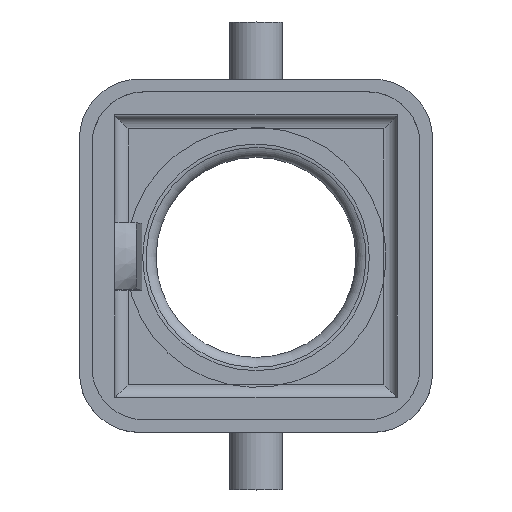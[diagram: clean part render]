
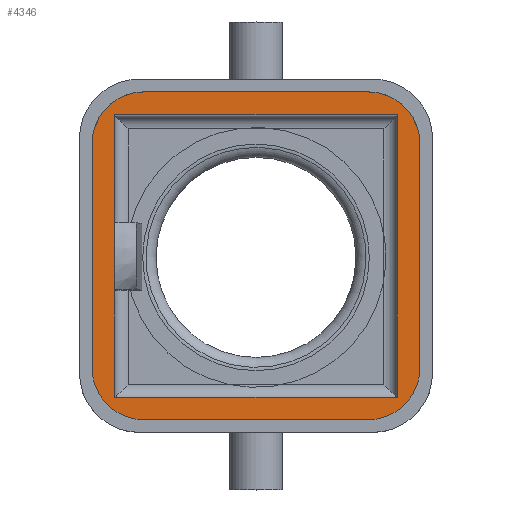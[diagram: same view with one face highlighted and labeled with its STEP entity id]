
A CAD part, top view. The second image highlights one B-rep face of the part: STEP entity #4346.
In plain terms, the highlighted planar face has unit normal (0, 0, 1).
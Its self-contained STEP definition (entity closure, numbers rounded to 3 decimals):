
#3953=CARTESIAN_POINT('',(10.6,10.6,10.6));
#3954=VERTEX_POINT('',#3953);
#3961=CARTESIAN_POINT('',(-10.6,10.6,10.6));
#3962=VERTEX_POINT('',#3961);
#3963=CARTESIAN_POINT('',(10.6,10.6,10.6));
#3964=DIRECTION('',(-1.0,0.0,0.0));
#3965=VECTOR('',#3964,21.2);
#3966=LINE('',#3963,#3965);
#3967=EDGE_CURVE('',#3954,#3962,#3966,.T.);
#4009=CARTESIAN_POINT('',(10.6,-10.6,10.6));
#4010=VERTEX_POINT('',#4009);
#4017=CARTESIAN_POINT('',(10.6,-10.6,10.6));
#4018=DIRECTION('',(0.,1.0,0.));
#4019=VECTOR('',#4018,21.2);
#4020=LINE('',#4017,#4019);
#4021=EDGE_CURVE('',#4010,#3954,#4020,.T.);
#4058=CARTESIAN_POINT('',(-10.6,-10.6,10.6));
#4059=VERTEX_POINT('',#4058);
#4066=CARTESIAN_POINT('',(-10.6,-10.6,10.6));
#4067=DIRECTION('',(1.0,0.0,0.0));
#4068=VECTOR('',#4067,21.2);
#4069=LINE('',#4066,#4068);
#4070=EDGE_CURVE('',#4059,#4010,#4069,.T.);
#4256=CARTESIAN_POINT('',(-10.6,10.6,10.6));
#4257=DIRECTION('',(0.,-1.0,0.));
#4258=VECTOR('',#4257,21.2);
#4259=LINE('',#4256,#4258);
#4260=EDGE_CURVE('',#3962,#4059,#4259,.T.);
#4265=CARTESIAN_POINT('',(-12.915,12.915,10.6));
#4266=DIRECTION('',(0.,0.,-1.0));
#4267=DIRECTION('',(-1.0,0.0,0.0));
#4268=AXIS2_PLACEMENT_3D('',#4265,#4266,#4267);
#4269=PLANE('',#4268);
#4270=CARTESIAN_POINT('',(-12.3,8.4,10.6));
#4271=VERTEX_POINT('',#4270);
#4272=CARTESIAN_POINT('',(-8.4,12.3,10.6));
#4273=VERTEX_POINT('',#4272);
#4274=CARTESIAN_POINT('',(-8.4,8.4,10.6));
#4275=DIRECTION('',(0.0,0.,-1.0));
#4276=DIRECTION('',(-1.0,0.0,0.0));
#4277=AXIS2_PLACEMENT_3D('',#4274,#4275,#4276);
#4278=CIRCLE('',#4277,3.9);
#4279=EDGE_CURVE('',#4271,#4273,#4278,.T.);
#4280=ORIENTED_EDGE('',*,*,#4279,.F.);
#4281=CARTESIAN_POINT('',(-12.3,-8.4,10.6));
#4282=VERTEX_POINT('',#4281);
#4283=CARTESIAN_POINT('',(-12.3,-8.4,10.6));
#4284=DIRECTION('',(0.,1.0,0.));
#4285=VECTOR('',#4284,16.8);
#4286=LINE('',#4283,#4285);
#4287=EDGE_CURVE('',#4282,#4271,#4286,.T.);
#4288=ORIENTED_EDGE('',*,*,#4287,.F.);
#4289=CARTESIAN_POINT('',(-8.4,-12.3,10.6));
#4290=VERTEX_POINT('',#4289);
#4291=CARTESIAN_POINT('',(-8.4,-8.4,10.6));
#4292=DIRECTION('',(0.,0.,-1.0));
#4293=DIRECTION('',(0.,-1.0,0.));
#4294=AXIS2_PLACEMENT_3D('',#4291,#4292,#4293);
#4295=CIRCLE('',#4294,3.9);
#4296=EDGE_CURVE('',#4290,#4282,#4295,.T.);
#4297=ORIENTED_EDGE('',*,*,#4296,.F.);
#4298=CARTESIAN_POINT('',(8.4,-12.3,10.6));
#4299=VERTEX_POINT('',#4298);
#4300=CARTESIAN_POINT('',(8.4,-12.3,10.6));
#4301=DIRECTION('',(-1.0,0.0,0.0));
#4302=VECTOR('',#4301,16.8);
#4303=LINE('',#4300,#4302);
#4304=EDGE_CURVE('',#4299,#4290,#4303,.T.);
#4305=ORIENTED_EDGE('',*,*,#4304,.F.);
#4306=CARTESIAN_POINT('',(12.3,-8.4,10.6));
#4307=VERTEX_POINT('',#4306);
#4308=CARTESIAN_POINT('',(8.4,-8.4,10.6));
#4309=DIRECTION('',(0.0,0.,-1.0));
#4310=DIRECTION('',(1.0,0.0,0.0));
#4311=AXIS2_PLACEMENT_3D('',#4308,#4309,#4310);
#4312=CIRCLE('',#4311,3.9);
#4313=EDGE_CURVE('',#4307,#4299,#4312,.T.);
#4314=ORIENTED_EDGE('',*,*,#4313,.F.);
#4315=CARTESIAN_POINT('',(12.3,8.4,10.6));
#4316=VERTEX_POINT('',#4315);
#4317=CARTESIAN_POINT('',(12.3,8.4,10.6));
#4318=DIRECTION('',(0.,-1.0,0.));
#4319=VECTOR('',#4318,16.8);
#4320=LINE('',#4317,#4319);
#4321=EDGE_CURVE('',#4316,#4307,#4320,.T.);
#4322=ORIENTED_EDGE('',*,*,#4321,.F.);
#4323=CARTESIAN_POINT('',(8.4,12.3,10.6));
#4324=VERTEX_POINT('',#4323);
#4325=CARTESIAN_POINT('',(8.4,8.4,10.6));
#4326=DIRECTION('',(0.,0.,-1.0));
#4327=DIRECTION('',(0.,1.0,0.));
#4328=AXIS2_PLACEMENT_3D('',#4325,#4326,#4327);
#4329=CIRCLE('',#4328,3.9);
#4330=EDGE_CURVE('',#4324,#4316,#4329,.T.);
#4331=ORIENTED_EDGE('',*,*,#4330,.F.);
#4332=CARTESIAN_POINT('',(8.4,12.3,10.6));
#4333=DIRECTION('',(-1.0,0.0,0.0));
#4334=VECTOR('',#4333,16.8);
#4335=LINE('',#4332,#4334);
#4336=EDGE_CURVE('',#4324,#4273,#4335,.T.);
#4337=ORIENTED_EDGE('',*,*,#4336,.T.);
#4338=EDGE_LOOP('',(#4280,#4288,#4297,#4305,#4314,#4322,#4331,#4337));
#4339=FACE_OUTER_BOUND('',#4338,.T.);
#4340=ORIENTED_EDGE('',*,*,#3967,.F.);
#4341=ORIENTED_EDGE('',*,*,#4021,.F.);
#4342=ORIENTED_EDGE('',*,*,#4070,.F.);
#4343=ORIENTED_EDGE('',*,*,#4260,.F.);
#4344=EDGE_LOOP('',(#4340,#4341,#4342,#4343));
#4345=FACE_BOUND('',#4344,.T.);
#4346=ADVANCED_FACE('',(#4339,#4345),#4269,.F.);
